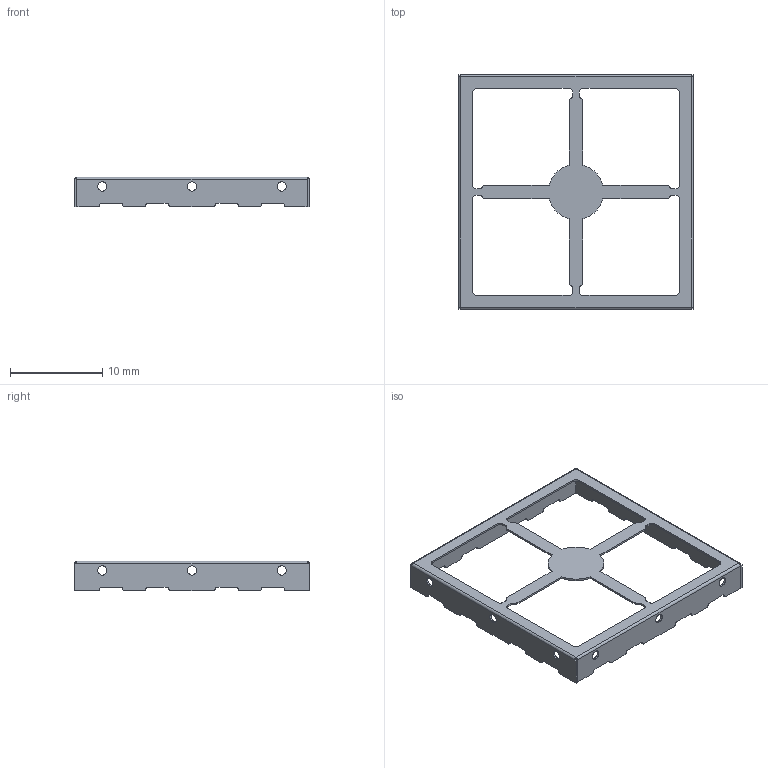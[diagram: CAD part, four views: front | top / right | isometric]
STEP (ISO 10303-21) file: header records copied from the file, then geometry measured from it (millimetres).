
FILE_DESCRIPTION(/* description */ ('Unknown'),/* implementation_level */ '2;1');
FILE_NAME(/* name */ 'H_Wurth_WE-SHC-SMT-FRAME_36103255S',/* time_stamp */ '2025-07-03T16:25:34+08:00',/* author */ ('Unknown'),/* organization */ ('Unknown'),/* preprocessor_version */ 'ST-DEVELOPER v19.4',/* originating_system */ 'Solid Edge',/* authorisation */ 'Unknown');
FILE_SCHEMA (('AUTOMOTIVE_DESIGN {1 0 10303 214 3 1 1}'));
Length unit declared in the file: millimetre
Products named in the file (1): H_Wurth_WE-SHC-SMT-FRAME_36103255S
Bounding box: 25.4 x 25.4 x 3.2 mm (x, y, z)
Volume: 97.6 mm3; surface area: 1043.1 mm2
Topology: 1 solids, 1 shells, 202 faces, 576 edges, 376 vertices
Faces by surface type: cylinder 116, plane 86
Full cylindrical faces by diameter (mm): 1 x12
Entity records: 6674 total; most frequent: DIRECTION 1202, CARTESIAN_POINT 1143, ORIENTED_EDGE 1128, EDGE_CURVE 564, AXIS2_PLACEMENT_3D 435, VERTEX_POINT 376, LINE 332, VECTOR 332
